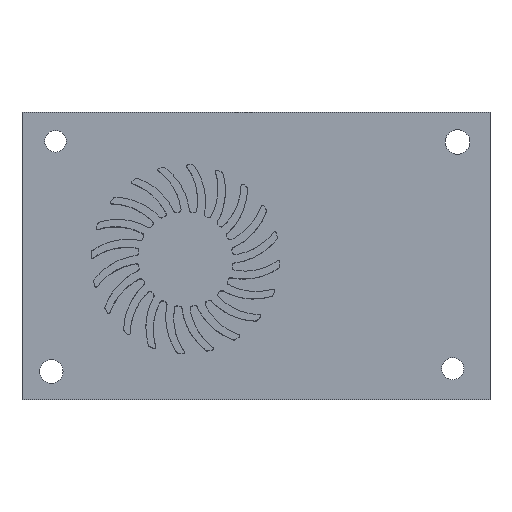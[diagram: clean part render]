
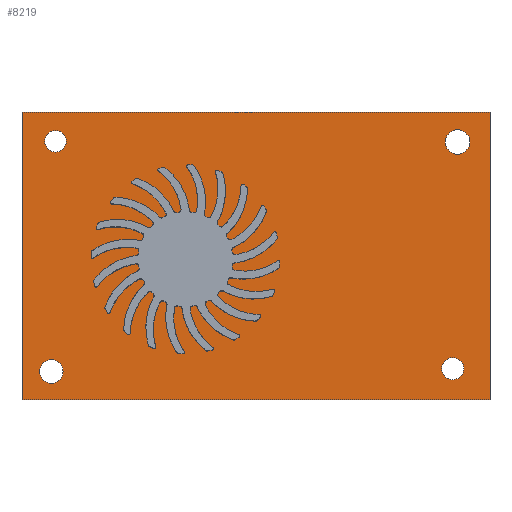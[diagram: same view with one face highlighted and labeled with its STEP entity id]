
A CAD part, top view. The second image highlights one B-rep face of the part: STEP entity #8219.
In plain terms, the highlighted planar face has unit normal (0, 0, 1).
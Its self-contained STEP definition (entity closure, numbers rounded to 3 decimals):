
#7598 = VERTEX_POINT('',#7599);
#7599 = CARTESIAN_POINT('',(-60.592,54.558,-3.));
#7608 = PLANE('',#7609);
#7609 = AXIS2_PLACEMENT_3D('',#7610,#7611,#7612);
#7610 = CARTESIAN_POINT('',(-60.592,54.558,-3.));
#7611 = DIRECTION('',(0.,-1.,0.));
#7612 = DIRECTION('',(1.,0.,0.));
#7620 = PLANE('',#7621);
#7621 = AXIS2_PLACEMENT_3D('',#7622,#7623,#7624);
#7622 = CARTESIAN_POINT('',(-60.592,-51.991,-3.));
#7623 = DIRECTION('',(1.,0.,0.));
#7624 = DIRECTION('',(0.,1.,0.));
#7661 = VERTEX_POINT('',#7662);
#7662 = CARTESIAN_POINT('',(112.711,54.558,-3.));
#7676 = PLANE('',#7677);
#7677 = AXIS2_PLACEMENT_3D('',#7678,#7679,#7680);
#7678 = CARTESIAN_POINT('',(112.711,54.558,-3.));
#7679 = DIRECTION('',(-1.,0.,0.));
#7680 = DIRECTION('',(0.,-1.,0.));
#7688 = EDGE_CURVE('',#7598,#7661,#7689,.T.);
#7689 = SURFACE_CURVE('',#7690,(#7694,#7701),.PCURVE_S1.);
#7690 = LINE('',#7691,#7692);
#7691 = CARTESIAN_POINT('',(-60.592,54.558,-3.));
#7692 = VECTOR('',#7693,1.);
#7693 = DIRECTION('',(1.,0.,0.));
#7694 = PCURVE('',#7608,#7695);
#7695 = DEFINITIONAL_REPRESENTATION('',(#7696),#7700);
#7696 = LINE('',#7697,#7698);
#7697 = CARTESIAN_POINT('',(0.,0.));
#7698 = VECTOR('',#7699,1.);
#7699 = DIRECTION('',(1.,0.));
#7700 = ( GEOMETRIC_REPRESENTATION_CONTEXT(2) 
PARAMETRIC_REPRESENTATION_CONTEXT() REPRESENTATION_CONTEXT('2D SPACE',''
  ) );
#7701 = PCURVE('',#7702,#7707);
#7702 = PLANE('',#7703);
#7703 = AXIS2_PLACEMENT_3D('',#7704,#7705,#7706);
#7704 = CARTESIAN_POINT('',(-60.592,54.558,-3.));
#7705 = DIRECTION('',(0.,0.,1.));
#7706 = DIRECTION('',(1.,0.,0.));
#7707 = DEFINITIONAL_REPRESENTATION('',(#7708),#7712);
#7708 = LINE('',#7709,#7710);
#7709 = CARTESIAN_POINT('',(0.,0.));
#7710 = VECTOR('',#7711,1.);
#7711 = DIRECTION('',(1.,0.));
#7712 = ( GEOMETRIC_REPRESENTATION_CONTEXT(2) 
PARAMETRIC_REPRESENTATION_CONTEXT() REPRESENTATION_CONTEXT('2D SPACE',''
  ) );
#7742 = VERTEX_POINT('',#7743);
#7743 = CARTESIAN_POINT('',(112.711,-51.991,-3.));
#7757 = PLANE('',#7758);
#7758 = AXIS2_PLACEMENT_3D('',#7759,#7760,#7761);
#7759 = CARTESIAN_POINT('',(112.711,-51.991,-3.));
#7760 = DIRECTION('',(0.,1.,0.));
#7761 = DIRECTION('',(-1.,0.,0.));
#7769 = EDGE_CURVE('',#7661,#7742,#7770,.T.);
#7770 = SURFACE_CURVE('',#7771,(#7775,#7782),.PCURVE_S1.);
#7771 = LINE('',#7772,#7773);
#7772 = CARTESIAN_POINT('',(112.711,54.558,-3.));
#7773 = VECTOR('',#7774,1.);
#7774 = DIRECTION('',(0.,-1.,0.));
#7775 = PCURVE('',#7676,#7776);
#7776 = DEFINITIONAL_REPRESENTATION('',(#7777),#7781);
#7777 = LINE('',#7778,#7779);
#7778 = CARTESIAN_POINT('',(0.,0.));
#7779 = VECTOR('',#7780,1.);
#7780 = DIRECTION('',(1.,0.));
#7781 = ( GEOMETRIC_REPRESENTATION_CONTEXT(2) 
PARAMETRIC_REPRESENTATION_CONTEXT() REPRESENTATION_CONTEXT('2D SPACE',''
  ) );
#7782 = PCURVE('',#7702,#7783);
#7783 = DEFINITIONAL_REPRESENTATION('',(#7784),#7788);
#7784 = LINE('',#7785,#7786);
#7785 = CARTESIAN_POINT('',(173.302,0.));
#7786 = VECTOR('',#7787,1.);
#7787 = DIRECTION('',(0.,-1.));
#7788 = ( GEOMETRIC_REPRESENTATION_CONTEXT(2) 
PARAMETRIC_REPRESENTATION_CONTEXT() REPRESENTATION_CONTEXT('2D SPACE',''
  ) );
#7818 = VERTEX_POINT('',#7819);
#7819 = CARTESIAN_POINT('',(-60.592,-51.991,-3.));
#7840 = EDGE_CURVE('',#7742,#7818,#7841,.T.);
#7841 = SURFACE_CURVE('',#7842,(#7846,#7853),.PCURVE_S1.);
#7842 = LINE('',#7843,#7844);
#7843 = CARTESIAN_POINT('',(112.711,-51.991,-3.));
#7844 = VECTOR('',#7845,1.);
#7845 = DIRECTION('',(-1.,0.,0.));
#7846 = PCURVE('',#7757,#7847);
#7847 = DEFINITIONAL_REPRESENTATION('',(#7848),#7852);
#7848 = LINE('',#7849,#7850);
#7849 = CARTESIAN_POINT('',(0.,0.));
#7850 = VECTOR('',#7851,1.);
#7851 = DIRECTION('',(1.,0.));
#7852 = ( GEOMETRIC_REPRESENTATION_CONTEXT(2) 
PARAMETRIC_REPRESENTATION_CONTEXT() REPRESENTATION_CONTEXT('2D SPACE',''
  ) );
#7853 = PCURVE('',#7702,#7854);
#7854 = DEFINITIONAL_REPRESENTATION('',(#7855),#7859);
#7855 = LINE('',#7856,#7857);
#7856 = CARTESIAN_POINT('',(173.302,-106.549));
#7857 = VECTOR('',#7858,1.);
#7858 = DIRECTION('',(-1.,0.));
#7859 = ( GEOMETRIC_REPRESENTATION_CONTEXT(2) 
PARAMETRIC_REPRESENTATION_CONTEXT() REPRESENTATION_CONTEXT('2D SPACE',''
  ) );
#7887 = EDGE_CURVE('',#7818,#7598,#7888,.T.);
#7888 = SURFACE_CURVE('',#7889,(#7893,#7900),.PCURVE_S1.);
#7889 = LINE('',#7890,#7891);
#7890 = CARTESIAN_POINT('',(-60.592,-51.991,-3.));
#7891 = VECTOR('',#7892,1.);
#7892 = DIRECTION('',(0.,1.,0.));
#7893 = PCURVE('',#7620,#7894);
#7894 = DEFINITIONAL_REPRESENTATION('',(#7895),#7899);
#7895 = LINE('',#7896,#7897);
#7896 = CARTESIAN_POINT('',(0.,0.));
#7897 = VECTOR('',#7898,1.);
#7898 = DIRECTION('',(1.,0.));
#7899 = ( GEOMETRIC_REPRESENTATION_CONTEXT(2) 
PARAMETRIC_REPRESENTATION_CONTEXT() REPRESENTATION_CONTEXT('2D SPACE',''
  ) );
#7900 = PCURVE('',#7702,#7901);
#7901 = DEFINITIONAL_REPRESENTATION('',(#7902),#7906);
#7902 = LINE('',#7903,#7904);
#7903 = CARTESIAN_POINT('',(0.,-106.549));
#7904 = VECTOR('',#7905,1.);
#7905 = DIRECTION('',(0.,1.));
#7906 = ( GEOMETRIC_REPRESENTATION_CONTEXT(2) 
PARAMETRIC_REPRESENTATION_CONTEXT() REPRESENTATION_CONTEXT('2D SPACE',''
  ) );
#7912 = VERTEX_POINT('',#7913);
#7913 = CARTESIAN_POINT('',(105.247,43.506,-3.));
#7922 = CYLINDRICAL_SURFACE('',#7923,4.55);
#7923 = AXIS2_PLACEMENT_3D('',#7924,#7925,#7926);
#7924 = CARTESIAN_POINT('',(100.698,43.506,-3.));
#7925 = DIRECTION('',(0.,0.,1.));
#7926 = DIRECTION('',(1.,0.,0.));
#7964 = EDGE_CURVE('',#7912,#7912,#7965,.T.);
#7965 = SURFACE_CURVE('',#7966,(#7971,#7978),.PCURVE_S1.);
#7966 = CIRCLE('',#7967,4.55);
#7967 = AXIS2_PLACEMENT_3D('',#7968,#7969,#7970);
#7968 = CARTESIAN_POINT('',(100.698,43.506,-3.));
#7969 = DIRECTION('',(0.,0.,1.));
#7970 = DIRECTION('',(1.,0.,0.));
#7971 = PCURVE('',#7922,#7972);
#7972 = DEFINITIONAL_REPRESENTATION('',(#7973),#7977);
#7973 = LINE('',#7974,#7975);
#7974 = CARTESIAN_POINT('',(0.,0.));
#7975 = VECTOR('',#7976,1.);
#7976 = DIRECTION('',(1.,0.));
#7977 = ( GEOMETRIC_REPRESENTATION_CONTEXT(2) 
PARAMETRIC_REPRESENTATION_CONTEXT() REPRESENTATION_CONTEXT('2D SPACE',''
  ) );
#7978 = PCURVE('',#7702,#7979);
#7979 = DEFINITIONAL_REPRESENTATION('',(#7980),#7984);
#7980 = CIRCLE('',#7981,4.55);
#7981 = AXIS2_PLACEMENT_2D('',#7982,#7983);
#7982 = CARTESIAN_POINT('',(161.29,-11.052));
#7983 = DIRECTION('',(1.,0.));
#7984 = ( GEOMETRIC_REPRESENTATION_CONTEXT(2) 
PARAMETRIC_REPRESENTATION_CONTEXT() REPRESENTATION_CONTEXT('2D SPACE',''
  ) );
#7990 = VERTEX_POINT('',#7991);
#7991 = CARTESIAN_POINT('',(-45.382,-41.476,-3.));
#8000 = CYLINDRICAL_SURFACE('',#8001,4.372);
#8001 = AXIS2_PLACEMENT_3D('',#8002,#8003,#8004);
#8002 = CARTESIAN_POINT('',(-49.754,-41.476,-3.));
#8003 = DIRECTION('',(0.,0.,1.));
#8004 = DIRECTION('',(1.,0.,0.));
#8042 = EDGE_CURVE('',#7990,#7990,#8043,.T.);
#8043 = SURFACE_CURVE('',#8044,(#8049,#8056),.PCURVE_S1.);
#8044 = CIRCLE('',#8045,4.372);
#8045 = AXIS2_PLACEMENT_3D('',#8046,#8047,#8048);
#8046 = CARTESIAN_POINT('',(-49.754,-41.476,-3.));
#8047 = DIRECTION('',(0.,0.,1.));
#8048 = DIRECTION('',(1.,0.,0.));
#8049 = PCURVE('',#8000,#8050);
#8050 = DEFINITIONAL_REPRESENTATION('',(#8051),#8055);
#8051 = LINE('',#8052,#8053);
#8052 = CARTESIAN_POINT('',(0.,0.));
#8053 = VECTOR('',#8054,1.);
#8054 = DIRECTION('',(1.,0.));
#8055 = ( GEOMETRIC_REPRESENTATION_CONTEXT(2) 
PARAMETRIC_REPRESENTATION_CONTEXT() REPRESENTATION_CONTEXT('2D SPACE',''
  ) );
#8056 = PCURVE('',#7702,#8057);
#8057 = DEFINITIONAL_REPRESENTATION('',(#8058),#8062);
#8058 = CIRCLE('',#8059,4.372);
#8059 = AXIS2_PLACEMENT_2D('',#8060,#8061);
#8060 = CARTESIAN_POINT('',(10.837,-96.034));
#8061 = DIRECTION('',(1.,0.));
#8062 = ( GEOMETRIC_REPRESENTATION_CONTEXT(2) 
PARAMETRIC_REPRESENTATION_CONTEXT() REPRESENTATION_CONTEXT('2D SPACE',''
  ) );
#8068 = VERTEX_POINT('',#8069);
#8069 = CARTESIAN_POINT('',(102.96,-40.449,-3.));
#8078 = CYLINDRICAL_SURFACE('',#8079,4.059);
#8079 = AXIS2_PLACEMENT_3D('',#8080,#8081,#8082);
#8080 = CARTESIAN_POINT('',(98.901,-40.449,-3.));
#8081 = DIRECTION('',(0.,0.,1.));
#8082 = DIRECTION('',(1.,0.,0.));
#8120 = EDGE_CURVE('',#8068,#8068,#8121,.T.);
#8121 = SURFACE_CURVE('',#8122,(#8127,#8134),.PCURVE_S1.);
#8122 = CIRCLE('',#8123,4.059);
#8123 = AXIS2_PLACEMENT_3D('',#8124,#8125,#8126);
#8124 = CARTESIAN_POINT('',(98.901,-40.449,-3.));
#8125 = DIRECTION('',(0.,0.,1.));
#8126 = DIRECTION('',(1.,0.,0.));
#8127 = PCURVE('',#8078,#8128);
#8128 = DEFINITIONAL_REPRESENTATION('',(#8129),#8133);
#8129 = LINE('',#8130,#8131);
#8130 = CARTESIAN_POINT('',(0.,0.));
#8131 = VECTOR('',#8132,1.);
#8132 = DIRECTION('',(1.,0.));
#8133 = ( GEOMETRIC_REPRESENTATION_CONTEXT(2) 
PARAMETRIC_REPRESENTATION_CONTEXT() REPRESENTATION_CONTEXT('2D SPACE',''
  ) );
#8134 = PCURVE('',#7702,#8135);
#8135 = DEFINITIONAL_REPRESENTATION('',(#8136),#8140);
#8136 = CIRCLE('',#8137,4.059);
#8137 = AXIS2_PLACEMENT_2D('',#8138,#8139);
#8138 = CARTESIAN_POINT('',(159.492,-95.007));
#8139 = DIRECTION('',(1.,0.));
#8140 = ( GEOMETRIC_REPRESENTATION_CONTEXT(2) 
PARAMETRIC_REPRESENTATION_CONTEXT() REPRESENTATION_CONTEXT('2D SPACE',''
  ) );
#8146 = VERTEX_POINT('',#8147);
#8147 = CARTESIAN_POINT('',(-44.22,43.763,-3.));
#8156 = CYLINDRICAL_SURFACE('',#8157,3.994);
#8157 = AXIS2_PLACEMENT_3D('',#8158,#8159,#8160);
#8158 = CARTESIAN_POINT('',(-48.214,43.763,-3.));
#8159 = DIRECTION('',(0.,0.,1.));
#8160 = DIRECTION('',(1.,0.,0.));
#8198 = EDGE_CURVE('',#8146,#8146,#8199,.T.);
#8199 = SURFACE_CURVE('',#8200,(#8205,#8212),.PCURVE_S1.);
#8200 = CIRCLE('',#8201,3.994);
#8201 = AXIS2_PLACEMENT_3D('',#8202,#8203,#8204);
#8202 = CARTESIAN_POINT('',(-48.214,43.763,-3.));
#8203 = DIRECTION('',(0.,0.,1.));
#8204 = DIRECTION('',(1.,0.,0.));
#8205 = PCURVE('',#8156,#8206);
#8206 = DEFINITIONAL_REPRESENTATION('',(#8207),#8211);
#8207 = LINE('',#8208,#8209);
#8208 = CARTESIAN_POINT('',(0.,0.));
#8209 = VECTOR('',#8210,1.);
#8210 = DIRECTION('',(1.,0.));
#8211 = ( GEOMETRIC_REPRESENTATION_CONTEXT(2) 
PARAMETRIC_REPRESENTATION_CONTEXT() REPRESENTATION_CONTEXT('2D SPACE',''
  ) );
#8212 = PCURVE('',#7702,#8213);
#8213 = DEFINITIONAL_REPRESENTATION('',(#8214),#8218);
#8214 = CIRCLE('',#8215,3.994);
#8215 = AXIS2_PLACEMENT_2D('',#8216,#8217);
#8216 = CARTESIAN_POINT('',(12.378,-10.795));
#8217 = DIRECTION('',(1.,0.));
#8218 = ( GEOMETRIC_REPRESENTATION_CONTEXT(2) 
PARAMETRIC_REPRESENTATION_CONTEXT() REPRESENTATION_CONTEXT('2D SPACE',''
  ) );
#8219 = ADVANCED_FACE('',(#8220,#8226,#8229,#8232,#8235),#7702,.T.);
#8220 = FACE_BOUND('',#8221,.F.);
#8221 = EDGE_LOOP('',(#8222,#8223,#8224,#8225));
#8222 = ORIENTED_EDGE('',*,*,#7688,.T.);
#8223 = ORIENTED_EDGE('',*,*,#7769,.T.);
#8224 = ORIENTED_EDGE('',*,*,#7840,.T.);
#8225 = ORIENTED_EDGE('',*,*,#7887,.T.);
#8226 = FACE_BOUND('',#8227,.F.);
#8227 = EDGE_LOOP('',(#8228));
#8228 = ORIENTED_EDGE('',*,*,#7964,.T.);
#8229 = FACE_BOUND('',#8230,.F.);
#8230 = EDGE_LOOP('',(#8231));
#8231 = ORIENTED_EDGE('',*,*,#8042,.T.);
#8232 = FACE_BOUND('',#8233,.F.);
#8233 = EDGE_LOOP('',(#8234));
#8234 = ORIENTED_EDGE('',*,*,#8120,.T.);
#8235 = FACE_BOUND('',#8236,.F.);
#8236 = EDGE_LOOP('',(#8237));
#8237 = ORIENTED_EDGE('',*,*,#8198,.T.);
